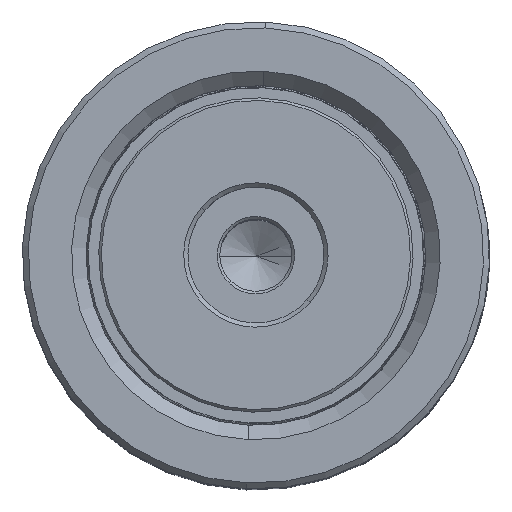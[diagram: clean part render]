
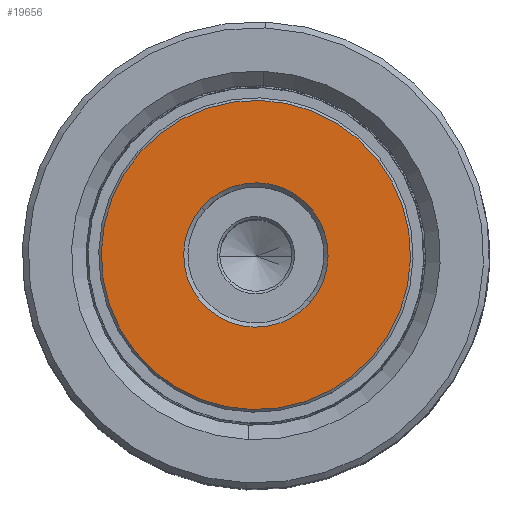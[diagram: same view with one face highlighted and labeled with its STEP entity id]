
A CAD part, top view. The second image highlights one B-rep face of the part: STEP entity #19656.
In plain terms, the highlighted face is planar.
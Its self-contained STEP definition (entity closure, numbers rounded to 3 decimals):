
#1295 = DIRECTION ( 'NONE',  ( 0., 0., -1. ) ) ;
#2102 = EDGE_LOOP ( 'NONE', ( #54830, #34611 ) ) ;
#3591 = CARTESIAN_POINT ( 'NONE',  ( 18.2, 0., 0. ) ) ;
#4170 = AXIS2_PLACEMENT_3D ( 'NONE', #48321, #43673, #30346 ) ;
#9898 = DIRECTION ( 'NONE',  ( 0., 0., 1. ) ) ;
#11341 = EDGE_CURVE ( 'NONE', #38282, #43594, #44180, .T. ) ;
#11753 = DIRECTION ( 'NONE',  ( 1., 0., 0. ) ) ;
#13413 = CIRCLE ( 'NONE', #45601, 8.5 ) ;
#14056 = ORIENTED_EDGE ( 'NONE', *, *, #11341, .T. ) ;
#14948 = CARTESIAN_POINT ( 'NONE',  ( 0., 0., 0. ) ) ;
#15042 = CARTESIAN_POINT ( 'NONE',  ( 0., 0., 0. ) ) ;
#16335 = EDGE_LOOP ( 'NONE', ( #14056, #33009 ) ) ;
#16831 = VERTEX_POINT ( 'NONE', #3591 ) ;
#17100 = AXIS2_PLACEMENT_3D ( 'NONE', #30046, #20904, #11753 ) ;
#19656 = ADVANCED_FACE ( 'NONE', ( #40194, #23538 ), #48611, .F. ) ;
#20904 = DIRECTION ( 'NONE',  ( 0., 0., 1. ) ) ;
#21845 = EDGE_CURVE ( 'NONE', #36439, #16831, #22028, .T. ) ;
#22028 = CIRCLE ( 'NONE', #57472, 18.2 ) ;
#23190 = AXIS2_PLACEMENT_3D ( 'NONE', #29079, #1295, #55994 ) ;
#23538 = FACE_BOUND ( 'NONE', #16335, .T. ) ;
#24103 = DIRECTION ( 'NONE',  ( 1., 0., 0. ) ) ;
#24804 = DIRECTION ( 'NONE',  ( 1., 0., 0. ) ) ;
#26557 = CARTESIAN_POINT ( 'NONE',  ( -8.5, 0., 0. ) ) ;
#29079 = CARTESIAN_POINT ( 'NONE',  ( 0., 0., 0. ) ) ;
#30046 = CARTESIAN_POINT ( 'NONE',  ( 0., 0., 0. ) ) ;
#30346 = DIRECTION ( 'NONE',  ( 1., 0., 0. ) ) ;
#33009 = ORIENTED_EDGE ( 'NONE', *, *, #41618, .T. ) ;
#34611 = ORIENTED_EDGE ( 'NONE', *, *, #21845, .T. ) ;
#36439 = VERTEX_POINT ( 'NONE', #36738 ) ;
#36738 = CARTESIAN_POINT ( 'NONE',  ( -18.2, 0., 0. ) ) ;
#38282 = VERTEX_POINT ( 'NONE', #26557 ) ;
#40194 = FACE_OUTER_BOUND ( 'NONE', #2102, .T. ) ;
#40989 = CARTESIAN_POINT ( 'NONE',  ( 8.5, 0., 0. ) ) ;
#41618 = EDGE_CURVE ( 'NONE', #43594, #38282, #13413, .T. ) ;
#43594 = VERTEX_POINT ( 'NONE', #40989 ) ;
#43673 = DIRECTION ( 'NONE',  ( 0., 0., 1. ) ) ;
#44177 = EDGE_CURVE ( 'NONE', #16831, #36439, #58963, .T. ) ;
#44180 = CIRCLE ( 'NONE', #4170, 8.5 ) ;
#45601 = AXIS2_PLACEMENT_3D ( 'NONE', #14948, #9898, #24103 ) ;
#48321 = CARTESIAN_POINT ( 'NONE',  ( 0., 0., 0. ) ) ;
#48611 = PLANE ( 'NONE',  #17100 ) ;
#54830 = ORIENTED_EDGE ( 'NONE', *, *, #44177, .T. ) ;
#55994 = DIRECTION ( 'NONE',  ( 1., 0., 0. ) ) ;
#56982 = DIRECTION ( 'NONE',  ( 0., 0., -1. ) ) ;
#57472 = AXIS2_PLACEMENT_3D ( 'NONE', #15042, #56982, #24804 ) ;
#58963 = CIRCLE ( 'NONE', #23190, 18.2 ) ;
